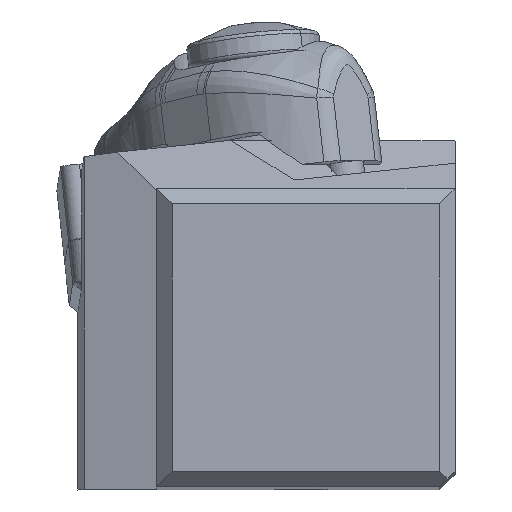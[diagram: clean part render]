
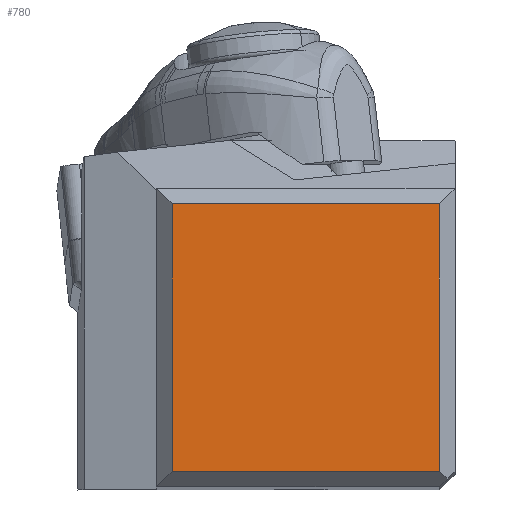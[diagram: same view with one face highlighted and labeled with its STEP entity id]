
A CAD part, top view. The second image highlights one B-rep face of the part: STEP entity #780.
In plain terms, the highlighted planar face has unit normal (0, 0, 1).
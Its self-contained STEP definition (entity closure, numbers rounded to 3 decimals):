
#522=FACE_OUTER_BOUND('',#1147,.T.);
#780=ADVANCED_FACE('',(#522),#1040,.T.);
#1040=PLANE('',#4990);
#1147=EDGE_LOOP('',(#1545,#1546,#1547,#1548));
#1545=ORIENTED_EDGE('',*,*,#3405,.F.);
#1546=ORIENTED_EDGE('',*,*,#3412,.F.);
#1547=ORIENTED_EDGE('',*,*,#3462,.F.);
#1548=ORIENTED_EDGE('',*,*,#3461,.T.);
#2910=VERTEX_POINT('',#6654);
#2911=VERTEX_POINT('',#6656);
#2915=VERTEX_POINT('',#6668);
#2950=VERTEX_POINT('',#6768);
#3405=EDGE_CURVE('',#2910,#2911,#4406,.T.);
#3412=EDGE_CURVE('',#2915,#2910,#4413,.T.);
#3461=EDGE_CURVE('',#2950,#2911,#4450,.T.);
#3462=EDGE_CURVE('',#2950,#2915,#4451,.T.);
#4406=LINE('',#6655,#4659);
#4413=LINE('',#6669,#4666);
#4450=LINE('',#6769,#4703);
#4451=LINE('',#6771,#4704);
#4659=VECTOR('',#5488,1.);
#4666=VECTOR('',#5499,1.);
#4703=VECTOR('',#5580,1.);
#4704=VECTOR('',#5583,1.);
#4990=AXIS2_PLACEMENT_3D('',#6772,#5584,#5585);
#5488=DIRECTION('',(-1.,0.,0.));
#5499=DIRECTION('',(0.,-1.,0.));
#5580=DIRECTION('',(0.,-1.,0.));
#5583=DIRECTION('',(1.,0.,0.));
#5584=DIRECTION('',(0.,0.,1.));
#5585=DIRECTION('',(-1.,0.,0.));
#6654=CARTESIAN_POINT('',(-1.,1.,0.));
#6655=CARTESIAN_POINT('',(-1.,1.,0.));
#6656=CARTESIAN_POINT('',(-18.05,1.,0.));
#6668=CARTESIAN_POINT('',(-1.,18.05,0.));
#6669=CARTESIAN_POINT('',(-1.,18.05,0.));
#6768=CARTESIAN_POINT('',(-18.05,18.05,0.));
#6769=CARTESIAN_POINT('',(-18.05,18.05,0.));
#6771=CARTESIAN_POINT('',(-18.05,18.05,0.));
#6772=CARTESIAN_POINT('',(-9.525,9.525,0.));
